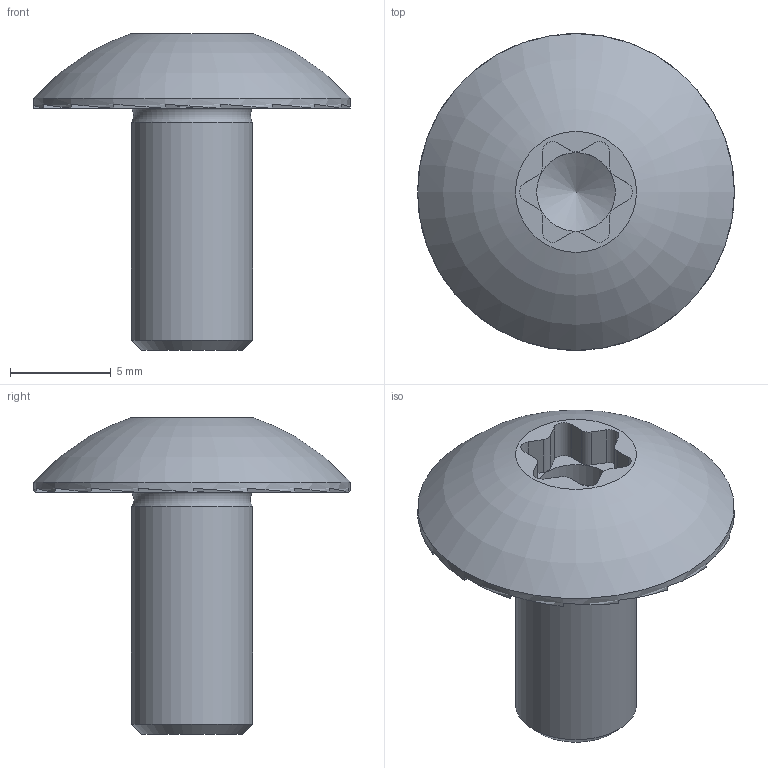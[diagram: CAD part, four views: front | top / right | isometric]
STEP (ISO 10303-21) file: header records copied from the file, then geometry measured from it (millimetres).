
FILE_DESCRIPTION (( 'STEP AP203' ), '1' );
FILE_NAME ('VBC612_Default.step', '2025-05-14T13:11:28', ( 'Windows User' ), ( 'AUTOMATION DIRECT' ), 'SwSTEP 2.0', 'SolidWorks 2024', '' );
FILE_SCHEMA (( 'CONFIG_CONTROL_DESIGN' ));
Length unit declared in the file: millimetre
Products named in the file (1): VBC612_Default
Bounding box: 15.7 x 15.7 x 15.7 mm (x, y, z)
Volume: 735.2 mm3; surface area: 735.1 mm2
Topology: 1 solids, 1 shells, 124 faces, 323 edges, 202 vertices
Faces by surface type: plane 69, bspline 36, cylinder 15, torus 2, cone 2
Full cylindrical faces by diameter (mm): 3.9 x1, 6 x1, 15.7 x1
Entity records: 4451 total; most frequent: CARTESIAN_POINT 1735, ORIENTED_EDGE 626, DIRECTION 414, EDGE_CURVE 313, VERTEX_POINT 199, AXIS2_PLACEMENT_3D 156, B_SPLINE_CURVE_WITH_KNOTS 144, EDGE_LOOP 132
